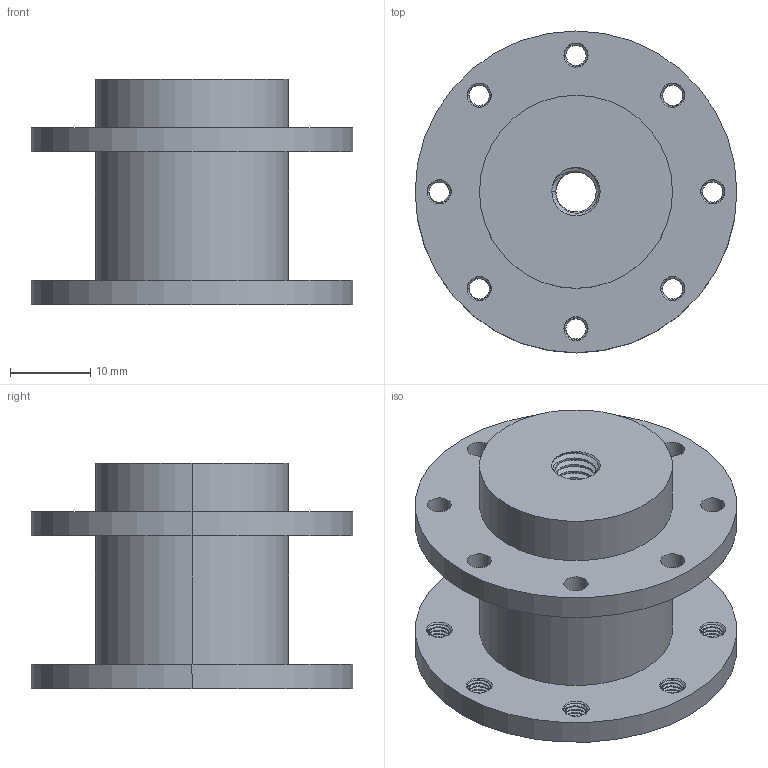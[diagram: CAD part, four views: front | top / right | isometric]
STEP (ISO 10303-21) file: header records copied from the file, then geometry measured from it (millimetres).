
FILE_DESCRIPTION (( 'STEP AP214' ), '1' );
FILE_NAME ('antirumb p3.STEP', '2023-06-27T19:58:57', ( '' ), ( '' ), 'SwSTEP 2.0', 'SolidWorks 2021', '' );
FILE_SCHEMA (( 'AUTOMOTIVE_DESIGN' ));
Length unit declared in the file: millimetre
Products named in the file (1): antirumb p3
Bounding box: 40 x 40 x 28 mm (x, y, z)
Volume: 16510.3 mm3; surface area: 7570.3 mm2
Topology: 1 solids, 1 shells, 221 faces, 630 edges, 414 vertices
Faces by surface type: cylinder 151, cone 38, bspline 27, plane 5
Entity records: 21289 total; most frequent: CARTESIAN_POINT 16404, ORIENTED_EDGE 1260, DIRECTION 776, EDGE_CURVE 630, VERTEX_POINT 414, AXIS2_PLACEMENT_3D 299, EDGE_LOOP 258, ADVANCED_FACE 221
